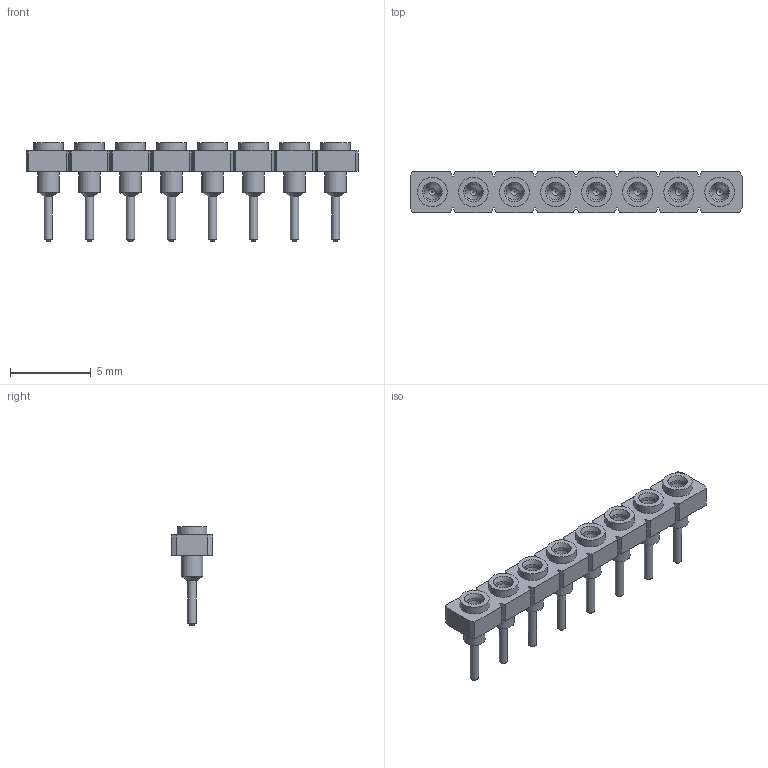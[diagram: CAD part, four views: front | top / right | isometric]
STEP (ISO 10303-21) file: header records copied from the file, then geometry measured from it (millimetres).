
FILE_DESCRIPTION(('STEP AP214'), '1');
FILE_NAME('SL-105-TT-11', '2017-07-15T12:47:54', ('Nobody'), (''), 'ASCON STEP Converter 1.3', 'ASCON Math Kernel', '');
FILE_SCHEMA(('AUTOMOTIVE_DESIGN { 1 0 10303 214 3 1 1}'));
Length unit declared in the file: millimetre
Assembly tree (8 placements, depth 2):
  (unnamed)
    (unnamed)  x8
Bounding box: 20.55 x 2.54 x 6.1 mm (x, y, z)
Volume: 81.1 mm3; surface area: 452.2 mm2
Topology: 9 solids, 9 shells, 218 faces, 448 edges, 280 vertices
Faces by surface type: plane 100, cylinder 70, cone 48
Full cylindrical faces by diameter (mm): 0.51 x8, 1 x16, 1.32 x24, 1.83 x8
Entity records: 3799 total; most frequent: DIRECTION 488, CARTESIAN_POINT 487, ORIENTED_EDGE 450, EDGE_CURVE 225, LINE 164, VECTOR 164, AXIS2_PLACEMENT_3D 162, VERTEX_POINT 161
